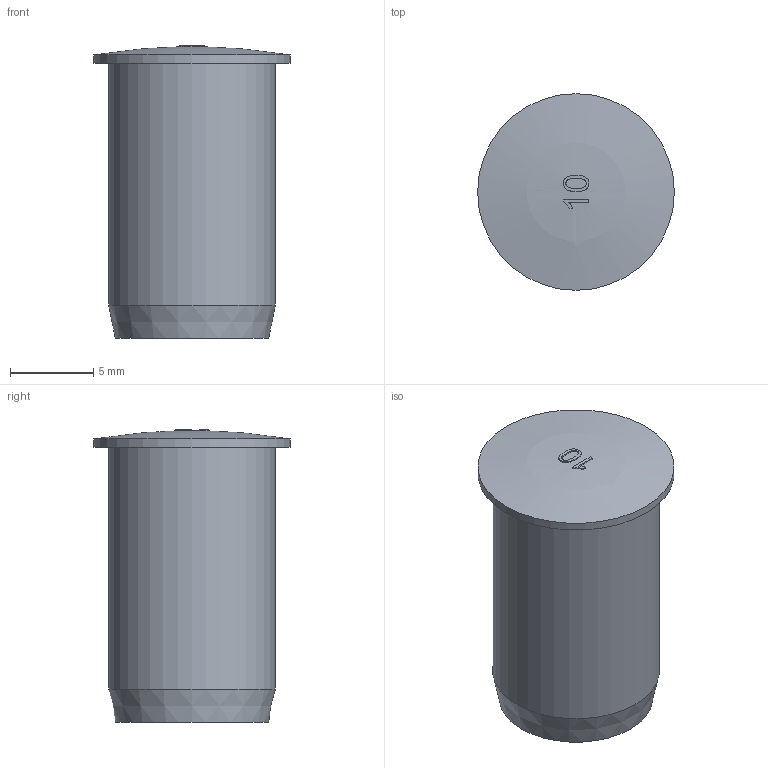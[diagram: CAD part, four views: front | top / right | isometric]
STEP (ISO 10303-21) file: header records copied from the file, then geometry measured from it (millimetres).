
FILE_DESCRIPTION(/* description */ (''),/* implementation_level */ '2;1');
FILE_NAME(/* name */ '28789_7_KDS_KES-VS_10.stp',/* time_stamp */ '2020-04-16T11:04:29+02:00',/* author */ (''),/* organization */ (''),/* preprocessor_version */ 'ST-DEVELOPER v16.7',/* originating_system */ 'SIEMENS PLM Software NX 12.0',/* authorisation */ '');
FILE_SCHEMA (('AUTOMOTIVE_DESIGN { 1 0 10303 214 3 1 1 1 }'));
Length unit declared in the file: millimetre
Products named in the file (1): 28789_7_KDS_KES-VS_10
Bounding box: 11.8 x 11.8 x 17.56 mm (x, y, z)
Volume: 899.3 mm3; surface area: 1054.8 mm2
Topology: 1 solids, 1 shells, 26 faces, 63 edges, 42 vertices
Faces by surface type: plane 10, extrusion 10, cylinder 3, sphere 2, cone 1
Full cylindrical faces by diameter (mm): 6 x1, 10 x1, 11.8 x1
Entity records: 935 total; most frequent: CARTESIAN_POINT 393, ORIENTED_EDGE 104, DIRECTION 83, EDGE_CURVE 52, VERTEX_POINT 37, EDGE_LOOP 35, B_SPLINE_CURVE_WITH_KNOTS 35, AXIS2_PLACEMENT_3D 29
